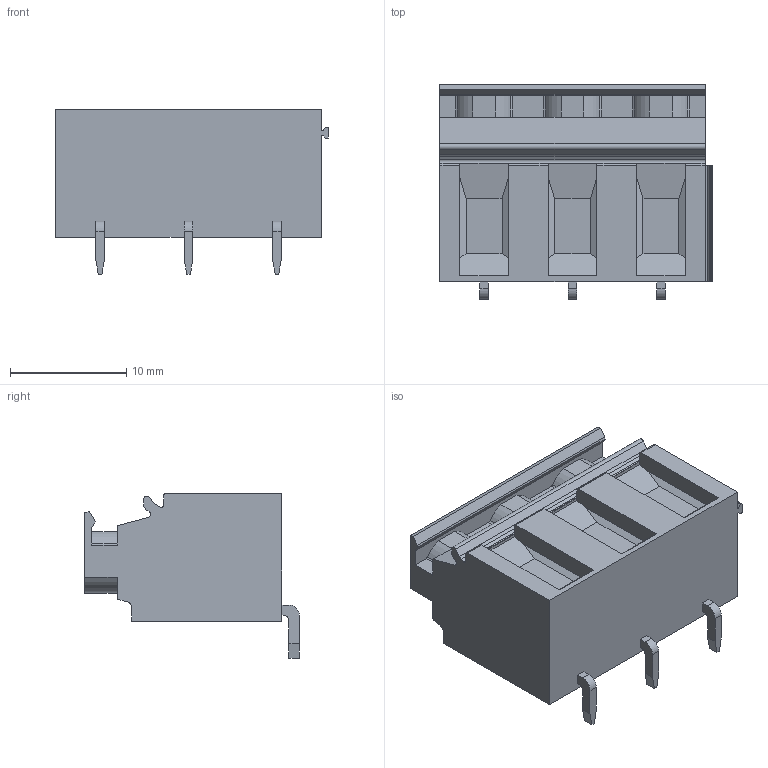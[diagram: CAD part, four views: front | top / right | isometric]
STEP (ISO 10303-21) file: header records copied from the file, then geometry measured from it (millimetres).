
FILE_DESCRIPTION(('CATIA V5 STEP Exchange','CAx-IF Rec.Pracs.--- Model Styling and Organization---1.2---2011-12-15'),'2;1');
FILE_NAME ('D1455510_0_1753900000_1753900000.stp','2018-09-17T13:22:12+00:00',('none'),('Weidmueller'),'CATIA Version 5-6 Release 2014','CATIA V5 STEP AP214','none');
FILE_SCHEMA(('AUTOMOTIVE_DESIGN { 1 0 10303 214 1 1 1 1 }'));
Length unit declared in the file: millimetre
Products named in the file (1): 1753900000
Bounding box: 23.46 x 18.5 x 14.2 mm (x, y, z)
Volume: 3330 mm3; surface area: 2017.1 mm2
Topology: 4 solids, 4 shells, 146 faces, 399 edges, 264 vertices
Faces by surface type: plane 101, cylinder 45
Entity records: 4291 total; most frequent: ORIENTED_EDGE 798, CARTESIAN_POINT 760, DIRECTION 591, EDGE_CURVE 399, VECTOR 309, LINE 309, VERTEX_POINT 264, AXIS2_PLACEMENT_3D 187
